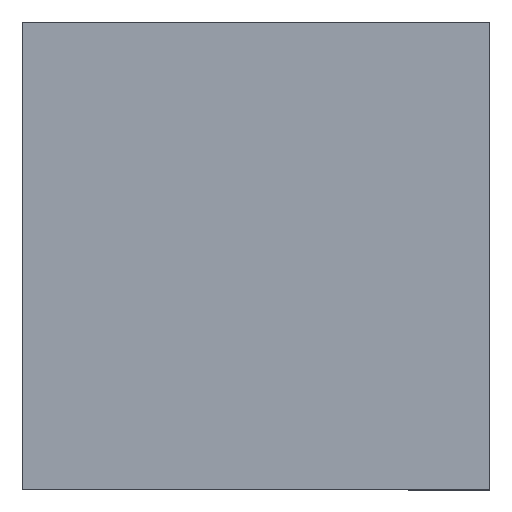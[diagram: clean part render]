
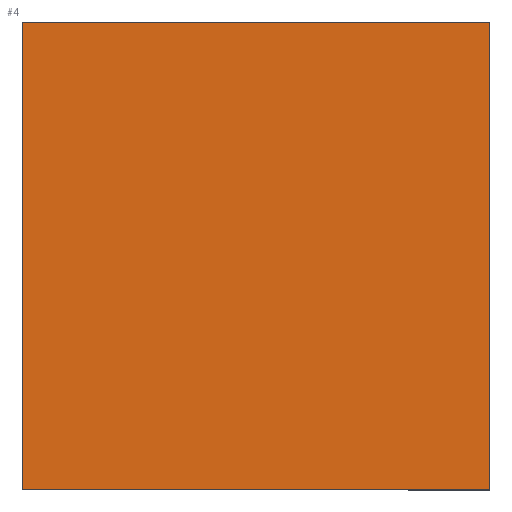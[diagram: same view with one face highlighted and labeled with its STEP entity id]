
A CAD part, left-side view. The second image highlights one B-rep face of the part: STEP entity #4.
In plain terms, the highlighted planar face has unit normal (-1, 0, 0).
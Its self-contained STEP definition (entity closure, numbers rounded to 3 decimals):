
#3 = DIRECTION ( 'NONE',  ( 0., -1., 0. ) ) ;
#4 = ADVANCED_FACE ( 'NONE', ( #352 ), #418, .F. ) ;
#40 = AXIS2_PLACEMENT_3D ( 'NONE', #119, #84, #216 ) ;
#44 = EDGE_CURVE ( 'NONE', #441, #204, #440, .T. ) ;
#65 = EDGE_CURVE ( 'NONE', #393, #204, #202, .T. ) ;
#69 = ORIENTED_EDGE ( 'NONE', *, *, #226, .T. ) ;
#84 = DIRECTION ( 'NONE',  ( 1., 0., 0. ) ) ;
#85 = CARTESIAN_POINT ( 'NONE',  ( -70., 0., 10. ) ) ;
#102 = VECTOR ( 'NONE', #3, 1000. ) ;
#119 = CARTESIAN_POINT ( 'NONE',  ( -70., 2., 10. ) ) ;
#166 = DIRECTION ( 'NONE',  ( 0., 0., 1. ) ) ;
#167 = VERTEX_POINT ( 'NONE', #451 ) ;
#170 = DIRECTION ( 'NONE',  ( 0., -1., 0. ) ) ;
#179 = VECTOR ( 'NONE', #322, 1000. ) ;
#202 = LINE ( 'NONE', #405, #399 ) ;
#204 = VERTEX_POINT ( 'NONE', #85 ) ;
#216 = DIRECTION ( 'NONE',  ( 0., 0., -1. ) ) ;
#226 = EDGE_CURVE ( 'NONE', #167, #393, #386, .T. ) ;
#232 = EDGE_CURVE ( 'NONE', #167, #441, #262, .T. ) ;
#236 = CARTESIAN_POINT ( 'NONE',  ( -70., 0., -10. ) ) ;
#238 = ORIENTED_EDGE ( 'NONE', *, *, #232, .F. ) ;
#240 = EDGE_LOOP ( 'NONE', ( #413, #274, #238, #69 ) ) ;
#256 = CARTESIAN_POINT ( 'NONE',  ( -70., 2., -10. ) ) ;
#262 = LINE ( 'NONE', #326, #179 ) ;
#274 = ORIENTED_EDGE ( 'NONE', *, *, #44, .F. ) ;
#322 = DIRECTION ( 'NONE',  ( 0., 0., 1. ) ) ;
#326 = CARTESIAN_POINT ( 'NONE',  ( -70., 20., -10. ) ) ;
#344 = CARTESIAN_POINT ( 'NONE',  ( -70., 20., 10. ) ) ;
#352 = FACE_OUTER_BOUND ( 'NONE', #240, .T. ) ;
#383 = CARTESIAN_POINT ( 'NONE',  ( -70., 2., 10. ) ) ;
#386 = LINE ( 'NONE', #256, #102 ) ;
#393 = VERTEX_POINT ( 'NONE', #236 ) ;
#399 = VECTOR ( 'NONE', #166, 1000. ) ;
#403 = VECTOR ( 'NONE', #170, 1000. ) ;
#405 = CARTESIAN_POINT ( 'NONE',  ( -70., 0., 10. ) ) ;
#413 = ORIENTED_EDGE ( 'NONE', *, *, #65, .T. ) ;
#418 = PLANE ( 'NONE',  #40 ) ;
#440 = LINE ( 'NONE', #383, #403 ) ;
#441 = VERTEX_POINT ( 'NONE', #344 ) ;
#451 = CARTESIAN_POINT ( 'NONE',  ( -70., 20., -10. ) ) ;
